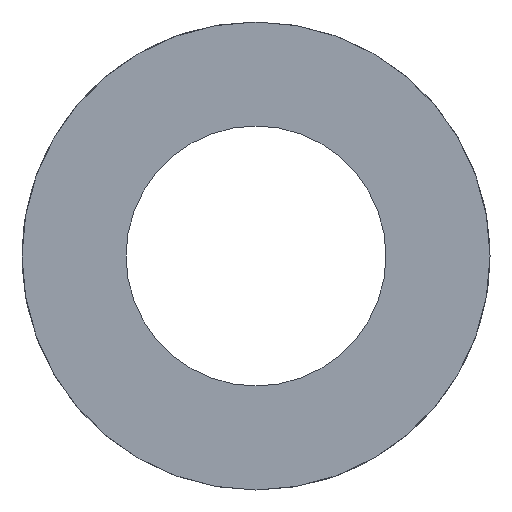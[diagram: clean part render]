
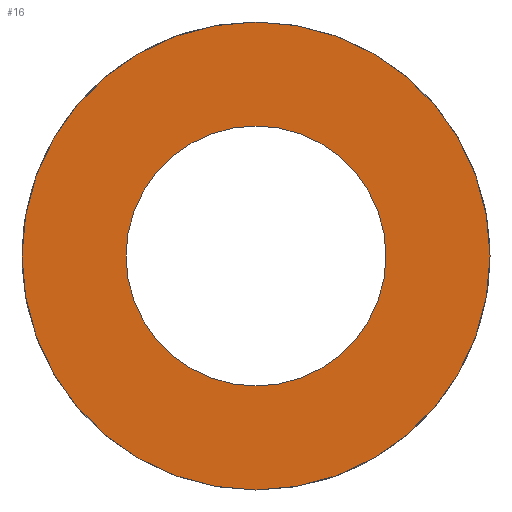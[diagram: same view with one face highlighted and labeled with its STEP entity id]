
A CAD part, left-side view. The second image highlights one B-rep face of the part: STEP entity #16.
In plain terms, the highlighted planar face has unit normal (-1, 0, 0).
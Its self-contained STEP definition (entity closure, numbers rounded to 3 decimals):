
#8 = DIRECTION ( 'NONE',  ( 0., 0., 1. ) ) ;
#9 = VERTEX_POINT ( 'NONE', #274 ) ;
#16 = ADVANCED_FACE ( 'NONE', ( #341, #132 ), #271, .T. ) ;
#54 = AXIS2_PLACEMENT_3D ( 'NONE', #105, #270, #433 ) ;
#78 = CIRCLE ( 'NONE', #452, 5. ) ;
#90 = DIRECTION ( 'NONE',  ( -1., 0., 0. ) ) ;
#99 = EDGE_CURVE ( 'NONE', #218, #692, #321, .T. ) ;
#105 = CARTESIAN_POINT ( 'NONE',  ( 0., -12.571, 1.991 ) ) ;
#132 = FACE_OUTER_BOUND ( 'NONE', #194, .T. ) ;
#135 = ORIENTED_EDGE ( 'NONE', *, *, #455, .T. ) ;
#139 = CARTESIAN_POINT ( 'NONE',  ( 0., 0., 0. ) ) ;
#180 = ORIENTED_EDGE ( 'NONE', *, *, #99, .T. ) ;
#191 = CARTESIAN_POINT ( 'NONE',  ( 0., 0., 0. ) ) ;
#194 = EDGE_LOOP ( 'NONE', ( #499, #135 ) ) ;
#205 = DIRECTION ( 'NONE',  ( 0., 0., 1. ) ) ;
#218 = VERTEX_POINT ( 'NONE', #248 ) ;
#237 = AXIS2_PLACEMENT_3D ( 'NONE', #139, #90, #469 ) ;
#248 = CARTESIAN_POINT ( 'NONE',  ( 0., 0., -5. ) ) ;
#270 = DIRECTION ( 'NONE',  ( -1., 0., 0. ) ) ;
#271 = PLANE ( 'NONE',  #54 ) ;
#273 = EDGE_CURVE ( 'NONE', #692, #218, #78, .T. ) ;
#274 = CARTESIAN_POINT ( 'NONE',  ( 0., 0., -9. ) ) ;
#321 = CIRCLE ( 'NONE', #583, 5. ) ;
#341 = FACE_BOUND ( 'NONE', #647, .T. ) ;
#359 = EDGE_CURVE ( 'NONE', #404, #9, #484, .T. ) ;
#386 = CIRCLE ( 'NONE', #509, 9. ) ;
#404 = VERTEX_POINT ( 'NONE', #581 ) ;
#425 = CARTESIAN_POINT ( 'NONE',  ( 0., 0., 0. ) ) ;
#433 = DIRECTION ( 'NONE',  ( 0., 0.809, 0.588 ) ) ;
#435 = DIRECTION ( 'NONE',  ( 1., 0., 0. ) ) ;
#452 = AXIS2_PLACEMENT_3D ( 'NONE', #425, #682, #538 ) ;
#455 = EDGE_CURVE ( 'NONE', #9, #404, #386, .T. ) ;
#469 = DIRECTION ( 'NONE',  ( 0., 0., 1. ) ) ;
#484 = CIRCLE ( 'NONE', #237, 9. ) ;
#499 = ORIENTED_EDGE ( 'NONE', *, *, #359, .T. ) ;
#509 = AXIS2_PLACEMENT_3D ( 'NONE', #191, #578, #205 ) ;
#538 = DIRECTION ( 'NONE',  ( 0., 0., 1. ) ) ;
#578 = DIRECTION ( 'NONE',  ( -1., 0., 0. ) ) ;
#581 = CARTESIAN_POINT ( 'NONE',  ( 0., 0., 9. ) ) ;
#583 = AXIS2_PLACEMENT_3D ( 'NONE', #653, #435, #8 ) ;
#647 = EDGE_LOOP ( 'NONE', ( #662, #180 ) ) ;
#653 = CARTESIAN_POINT ( 'NONE',  ( 0., 0., 0. ) ) ;
#662 = ORIENTED_EDGE ( 'NONE', *, *, #273, .T. ) ;
#670 = CARTESIAN_POINT ( 'NONE',  ( 0., 0., 5. ) ) ;
#682 = DIRECTION ( 'NONE',  ( 1., 0., 0. ) ) ;
#692 = VERTEX_POINT ( 'NONE', #670 ) ;
